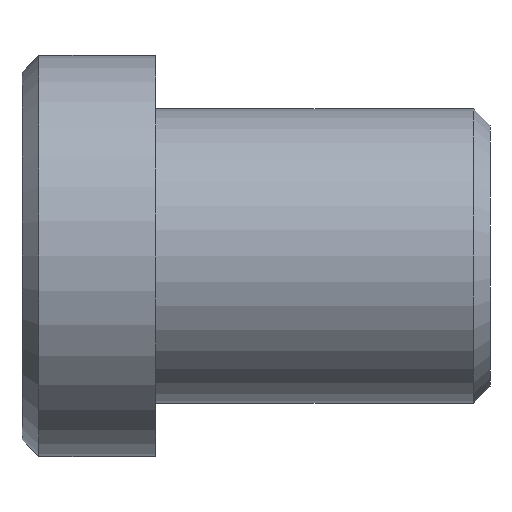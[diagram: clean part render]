
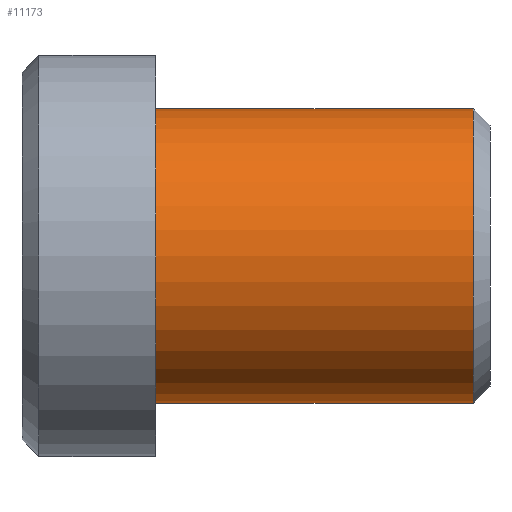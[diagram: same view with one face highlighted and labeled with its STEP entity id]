
A CAD part, left-side view. The second image highlights one B-rep face of the part: STEP entity #11173.
In plain terms, the highlighted cylindrical face has radius 4.4 mm (diameter 8.8 mm), a partial arc.
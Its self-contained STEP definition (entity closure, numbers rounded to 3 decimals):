
#417 = VECTOR ( 'NONE', #8109, 1000. ) ;
#568 = CARTESIAN_POINT ( 'NONE',  ( 0., 0.5, 0. ) ) ;
#898 = CIRCLE ( 'NONE', #1535, 4.4 ) ;
#1167 = VERTEX_POINT ( 'NONE', #5450 ) ;
#1535 = AXIS2_PLACEMENT_3D ( 'NONE', #12269, #13516, #6719 ) ;
#1661 = EDGE_CURVE ( 'NONE', #2749, #8926, #6059, .T. ) ;
#1843 = EDGE_CURVE ( 'NONE', #8493, #1167, #4160, .T. ) ;
#1939 = ORIENTED_EDGE ( 'NONE', *, *, #1843, .T. ) ;
#2312 = CARTESIAN_POINT ( 'NONE',  ( 0., 0., -4.4 ) ) ;
#2356 = CARTESIAN_POINT ( 'NONE',  ( 0., 0., 0. ) ) ;
#2749 = VERTEX_POINT ( 'NONE', #6111 ) ;
#3450 = AXIS2_PLACEMENT_3D ( 'NONE', #568, #6057, #10722 ) ;
#3695 = CYLINDRICAL_SURFACE ( 'NONE', #7246, 4.4 ) ;
#4160 = LINE ( 'NONE', #2312, #417 ) ;
#4829 = VECTOR ( 'NONE', #6956, 1000. ) ;
#5450 = CARTESIAN_POINT ( 'NONE',  ( 0., 0.5, -4.4 ) ) ;
#5463 = FACE_OUTER_BOUND ( 'NONE', #10808, .T. ) ;
#5522 = EDGE_CURVE ( 'NONE', #1167, #8926, #6394, .T. ) ;
#6057 = DIRECTION ( 'NONE',  ( 0., 1., 0. ) ) ;
#6059 = LINE ( 'NONE', #8961, #4829 ) ;
#6111 = CARTESIAN_POINT ( 'NONE',  ( 0., 10., 4.4 ) ) ;
#6394 = CIRCLE ( 'NONE', #3450, 4.4 ) ;
#6545 = ORIENTED_EDGE ( 'NONE', *, *, #1661, .F. ) ;
#6719 = DIRECTION ( 'NONE',  ( 0., 0., -1. ) ) ;
#6956 = DIRECTION ( 'NONE',  ( 0., -1., 0. ) ) ;
#7246 = AXIS2_PLACEMENT_3D ( 'NONE', #2356, #9112, #11312 ) ;
#7661 = EDGE_CURVE ( 'NONE', #2749, #8493, #898, .T. ) ;
#8109 = DIRECTION ( 'NONE',  ( 0., -1., 0. ) ) ;
#8493 = VERTEX_POINT ( 'NONE', #11933 ) ;
#8926 = VERTEX_POINT ( 'NONE', #9123 ) ;
#8961 = CARTESIAN_POINT ( 'NONE',  ( 0., 0., 4.4 ) ) ;
#9112 = DIRECTION ( 'NONE',  ( 0., -1., 0. ) ) ;
#9123 = CARTESIAN_POINT ( 'NONE',  ( 0., 0.5, 4.4 ) ) ;
#9606 = ORIENTED_EDGE ( 'NONE', *, *, #7661, .T. ) ;
#10722 = DIRECTION ( 'NONE',  ( 0., 0., -1. ) ) ;
#10808 = EDGE_LOOP ( 'NONE', ( #6545, #9606, #1939, #12577 ) ) ;
#11173 = ADVANCED_FACE ( 'NONE', ( #5463 ), #3695, .T. ) ;
#11312 = DIRECTION ( 'NONE',  ( 0., 0., -1. ) ) ;
#11933 = CARTESIAN_POINT ( 'NONE',  ( 0., 10., -4.4 ) ) ;
#12269 = CARTESIAN_POINT ( 'NONE',  ( 0., 10., 0. ) ) ;
#12577 = ORIENTED_EDGE ( 'NONE', *, *, #5522, .T. ) ;
#13516 = DIRECTION ( 'NONE',  ( 0., -1., 0. ) ) ;
